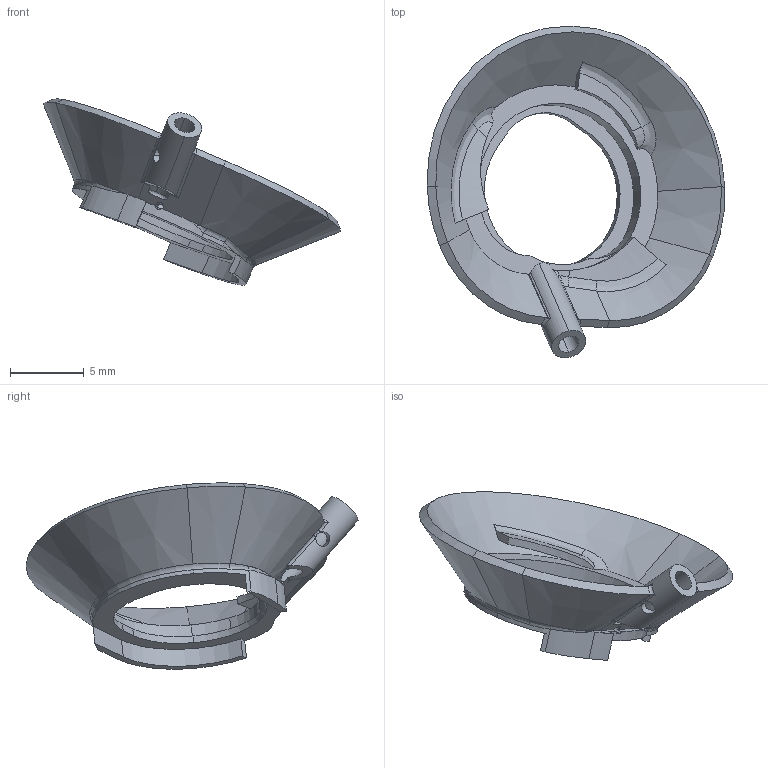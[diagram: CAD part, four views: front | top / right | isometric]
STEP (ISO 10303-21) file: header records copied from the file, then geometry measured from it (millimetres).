
FILE_DESCRIPTION (( 'STEP AP203' ), '1' );
FILE_NAME ('0160-200-45.STEP', '2021-09-13T20:18:13', ( '' ), ( '' ), 'SwSTEP 2.0', 'SolidWorks 2020', '' );
FILE_SCHEMA (( 'CONFIG_CONTROL_DESIGN' ));
Length unit declared in the file: millimetre
Products named in the file (1): 0160-200-45
Bounding box: 20.18 x 22.51 x 12.63 mm (x, y, z)
Volume: 295.6 mm3; surface area: 976.8 mm2
Topology: 1 solids, 1 shells, 122 faces, 340 edges, 218 vertices
Faces by surface type: cylinder 35, bspline 35, plane 27, cone 20, torus 5
Entity records: 4885 total; most frequent: CARTESIAN_POINT 2073, ORIENTED_EDGE 680, DIRECTION 445, EDGE_CURVE 340, VERTEX_POINT 218, AXIS2_PLACEMENT_3D 173, EDGE_LOOP 128, B_SPLINE_CURVE_WITH_KNOTS 125
